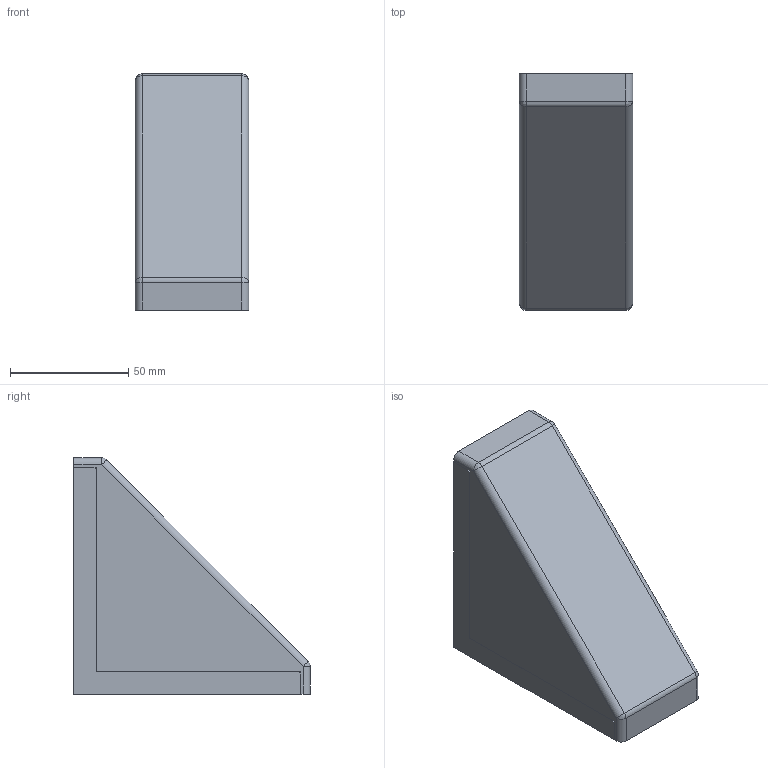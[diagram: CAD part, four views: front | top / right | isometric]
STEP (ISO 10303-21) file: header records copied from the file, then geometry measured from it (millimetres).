
FILE_DESCRIPTION (( 'STEP AP214' ), '1' );
FILE_NAME ('62613125', '2019-02-04T09:38:01', ( '' ), ('JUGARD+KÜNSTNER GmbH'), 'SwSTEP 2.0', 'SolidWorks 2017', '' );
FILE_SCHEMA (( 'AUTOMOTIVE_DESIGN' ));
Length unit declared in the file: millimetre
Products named in the file (1): 62613125_CNAJF00
Bounding box: 48 x 100 x 100 mm (x, y, z)
Volume: 123114.4 mm3; surface area: 52197.4 mm2
Topology: 1 solids, 1 shells, 82 faces, 232 edges, 144 vertices
Faces by surface type: plane 54, cylinder 24, bspline 4
Entity records: 2911 total; most frequent: CARTESIAN_POINT 527, ORIENTED_EDGE 456, DIRECTION 434, EDGE_CURVE 228, VECTOR 180, LINE 180, VERTEX_POINT 144, AXIS2_PLACEMENT_3D 127
